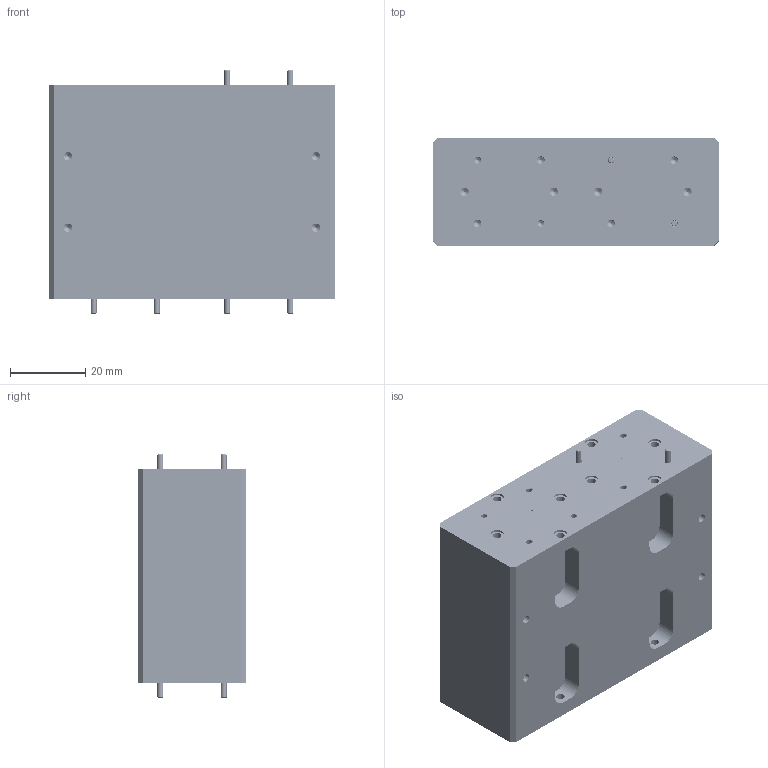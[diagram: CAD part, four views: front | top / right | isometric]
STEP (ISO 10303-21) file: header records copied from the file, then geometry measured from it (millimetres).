
FILE_DESCRIPTION (( 'STEP AP214' ), '1' );
FILE_NAME ('SWZ-45355317-19-3B.STEP', '2018-09-11T22:04:16', ( '' ), ( '' ), 'SwSTEP 2.0', 'SolidWorks 2016', '' );
FILE_SCHEMA (( 'AUTOMOTIVE_DESIGN' ));
Length unit declared in the file: inch
Products named in the file (1): SWZ-45355317-19-3B
Bounding box: 76.2 x 28.7 x 64.9 mm (x, y, z)
Volume: 116528.3 mm3; surface area: 44380.4 mm2
Topology: 42 solids, 42 shells, 5058 faces, 13802 edges, 8880 vertices
Faces by surface type: cylinder 3878, cone 630, plane 482, bspline 68
Entity records: 303853 total; most frequent: CARTESIAN_POINT 130629, ORIENTED_EDGE 27340, DIRECTION 17966, EDGE_CURVE 13670, VERTEX_POINT 8880, AXIS2_PLACEMENT_3D 6547, EDGE_LOOP 5326, UNCERTAINTY_MEASURE_WITH_UNIT 5102
